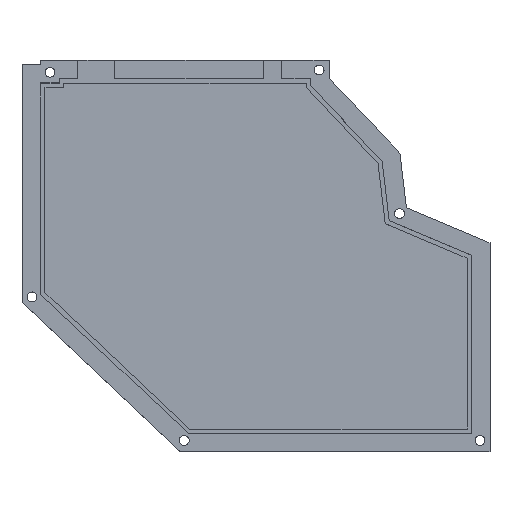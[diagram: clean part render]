
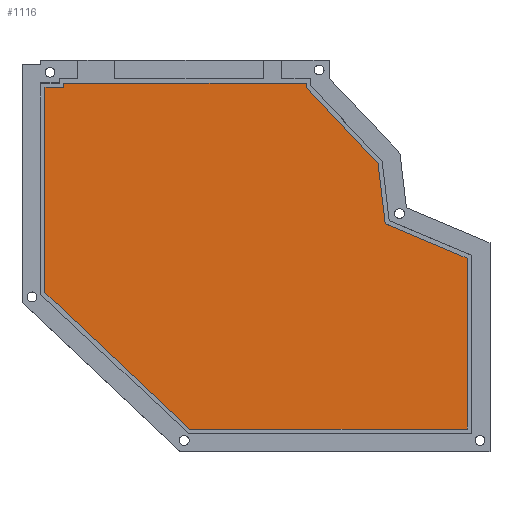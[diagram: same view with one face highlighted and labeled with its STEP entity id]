
A CAD part, top view. The second image highlights one B-rep face of the part: STEP entity #1116.
In plain terms, the highlighted planar face has unit normal (0, 0, 1).
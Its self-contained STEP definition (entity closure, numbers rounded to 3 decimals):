
#70=FACE_OUTER_BOUND('',#132,.T.);
#132=EDGE_LOOP('',(#748,#749,#750,#751,#752,#753,#754,#755,#756,#757,#758));
#213=LINE('',#1579,#348);
#214=LINE('',#1581,#349);
#215=LINE('',#1583,#350);
#216=LINE('',#1585,#351);
#217=LINE('',#1587,#352);
#218=LINE('',#1589,#353);
#219=LINE('',#1591,#354);
#220=LINE('',#1593,#355);
#221=LINE('',#1595,#356);
#222=LINE('',#1597,#357);
#223=LINE('',#1598,#358);
#348=VECTOR('',#1270,10.);
#349=VECTOR('',#1271,10.);
#350=VECTOR('',#1272,10.);
#351=VECTOR('',#1273,10.);
#352=VECTOR('',#1274,10.);
#353=VECTOR('',#1275,10.);
#354=VECTOR('',#1276,10.);
#355=VECTOR('',#1277,10.);
#356=VECTOR('',#1278,10.);
#357=VECTOR('',#1279,10.);
#358=VECTOR('',#1280,10.);
#483=VERTEX_POINT('',#1577);
#484=VERTEX_POINT('',#1578);
#485=VERTEX_POINT('',#1580);
#486=VERTEX_POINT('',#1582);
#487=VERTEX_POINT('',#1584);
#488=VERTEX_POINT('',#1586);
#489=VERTEX_POINT('',#1588);
#490=VERTEX_POINT('',#1590);
#491=VERTEX_POINT('',#1592);
#492=VERTEX_POINT('',#1594);
#493=VERTEX_POINT('',#1596);
#589=EDGE_CURVE('',#483,#484,#213,.T.);
#590=EDGE_CURVE('',#485,#483,#214,.T.);
#591=EDGE_CURVE('',#486,#485,#215,.T.);
#592=EDGE_CURVE('',#487,#486,#216,.T.);
#593=EDGE_CURVE('',#488,#487,#217,.T.);
#594=EDGE_CURVE('',#489,#488,#218,.T.);
#595=EDGE_CURVE('',#490,#489,#219,.T.);
#596=EDGE_CURVE('',#491,#490,#220,.T.);
#597=EDGE_CURVE('',#492,#491,#221,.T.);
#598=EDGE_CURVE('',#493,#492,#222,.T.);
#599=EDGE_CURVE('',#484,#493,#223,.T.);
#748=ORIENTED_EDGE('',*,*,#589,.F.);
#749=ORIENTED_EDGE('',*,*,#590,.F.);
#750=ORIENTED_EDGE('',*,*,#591,.F.);
#751=ORIENTED_EDGE('',*,*,#592,.F.);
#752=ORIENTED_EDGE('',*,*,#593,.F.);
#753=ORIENTED_EDGE('',*,*,#594,.F.);
#754=ORIENTED_EDGE('',*,*,#595,.F.);
#755=ORIENTED_EDGE('',*,*,#596,.F.);
#756=ORIENTED_EDGE('',*,*,#597,.F.);
#757=ORIENTED_EDGE('',*,*,#598,.F.);
#758=ORIENTED_EDGE('',*,*,#599,.F.);
#1066=PLANE('',#1180);
#1116=ADVANCED_FACE('',(#70),#1066,.T.);
#1180=AXIS2_PLACEMENT_3D('',#1576,#1268,#1269);
#1268=DIRECTION('center_axis',(0.,0.,1.));
#1269=DIRECTION('ref_axis',(1.,0.,0.));
#1270=DIRECTION('',(0.922,-0.388,0.));
#1271=DIRECTION('',(0.118,-0.993,0.));
#1272=DIRECTION('',(0.686,-0.727,0.));
#1273=DIRECTION('',(0.,-1.,0.));
#1274=DIRECTION('',(1.,0.,0.));
#1275=DIRECTION('',(0.,1.,0.));
#1276=DIRECTION('',(1.,0.,0.));
#1277=DIRECTION('',(0.,1.,0.));
#1278=DIRECTION('',(-0.728,0.685,0.));
#1279=DIRECTION('',(-1.,0.,0.));
#1280=DIRECTION('',(0.,-1.,0.));
#1576=CARTESIAN_POINT('Origin',(80.914,-147.049,0.51));
#1577=CARTESIAN_POINT('',(126.,-134.5,0.51));
#1578=CARTESIAN_POINT('',(154.5,-146.5,0.51));
#1579=CARTESIAN_POINT('',(123.346,-133.382,0.51));
#1580=CARTESIAN_POINT('',(123.5,-113.5,0.51));
#1581=CARTESIAN_POINT('',(126.421,-138.041,0.51));
#1582=CARTESIAN_POINT('',(98.5,-87.,0.51));
#1583=CARTESIAN_POINT('',(121.846,-111.747,0.51));
#1584=CARTESIAN_POINT('',(98.5,-85.5,0.51));
#1585=CARTESIAN_POINT('',(98.5,-117.024,0.51));
#1586=CARTESIAN_POINT('',(14.,-85.5,0.51));
#1587=CARTESIAN_POINT('',(89.707,-85.5,0.51));
#1588=CARTESIAN_POINT('',(14.,-87.,0.51));
#1589=CARTESIAN_POINT('',(14.,-116.274,0.51));
#1590=CARTESIAN_POINT('',(7.5,-87.,0.51));
#1591=CARTESIAN_POINT('',(47.457,-87.,0.51));
#1592=CARTESIAN_POINT('',(7.5,-158.5,0.51));
#1593=CARTESIAN_POINT('',(7.5,-117.024,0.51));
#1594=CARTESIAN_POINT('',(58.,-206.,0.51));
#1595=CARTESIAN_POINT('',(24.119,-174.131,0.51));
#1596=CARTESIAN_POINT('',(154.5,-206.,0.51));
#1597=CARTESIAN_POINT('',(69.457,-206.,0.51));
#1598=CARTESIAN_POINT('',(154.5,-176.524,0.51));
